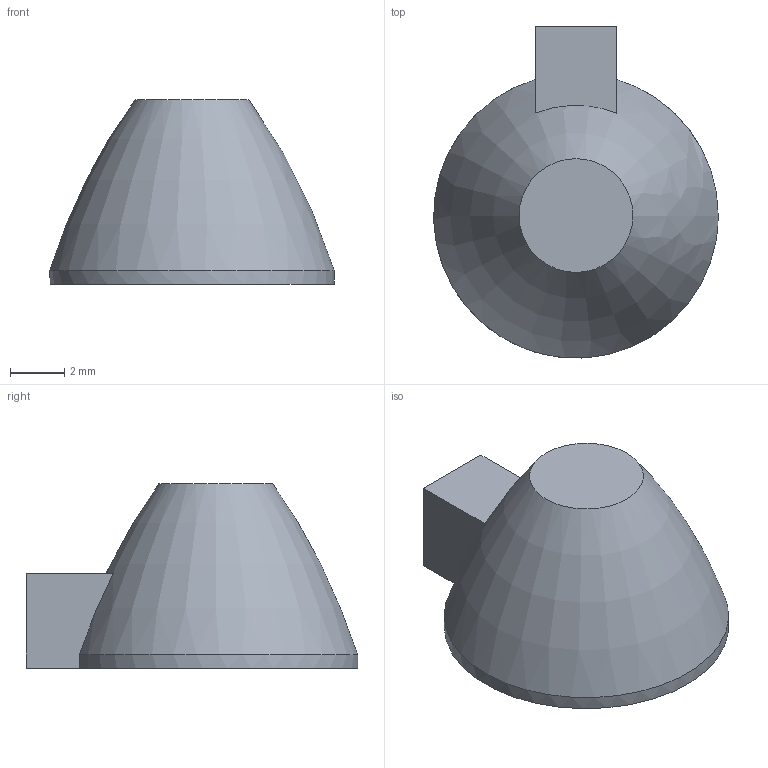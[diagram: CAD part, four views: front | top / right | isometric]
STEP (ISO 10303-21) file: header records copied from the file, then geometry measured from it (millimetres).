
FILE_DESCRIPTION(('Open CASCADE Model'),'2;1');
FILE_NAME('Open CASCADE Shape Model','2024-05-08T12:32:50',('Author'),( 'Open CASCADE'),'ParaPy 1.11.2 - Open CASCADE STEP processor 7.3', 'ParaPy 1.11.2 - Open CASCADE 7.3','Unknown');
FILE_SCHEMA(('AUTOMOTIVE_DESIGN { 1 0 10303 214 1 1 1 1 }'));
Length unit declared in the file: millimetre
Products named in the file (1): habitat_geometry
Bounding box: 10.5 x 12.25 x 6.8 mm (x, y, z)
Volume: 383.4 mm3; surface area: 318.9 mm2
Topology: 1 solids, 1 shells, 11 faces, 24 edges, 15 vertices
Faces by surface type: plane 8, cylinder 2, bspline 1
Entity records: 789 total; most frequent: CARTESIAN_POINT 298, DIRECTION 80, ORIENTED_EDGE 48, PCURVE 48, DEFINITIONAL_REPRESENTATION 48, LINE 45, VECTOR 45, EDGE_CURVE 24
